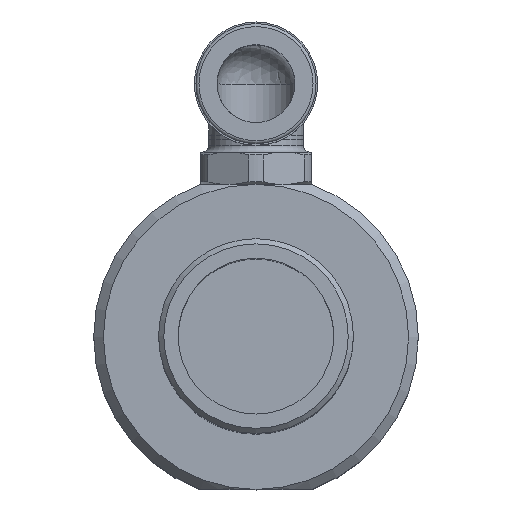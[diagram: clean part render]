
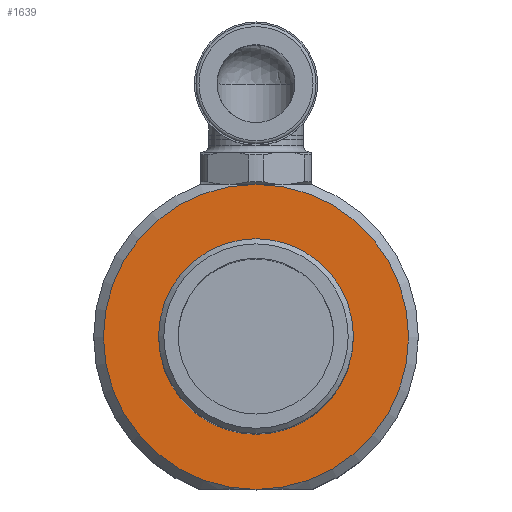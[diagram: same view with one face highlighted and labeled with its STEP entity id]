
A CAD part, top view. The second image highlights one B-rep face of the part: STEP entity #1639.
In plain terms, the highlighted planar face has unit normal (0, 0, 1).
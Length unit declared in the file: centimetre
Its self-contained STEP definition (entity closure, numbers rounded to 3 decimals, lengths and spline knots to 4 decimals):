
#91=FACE_BOUND('',#419,.T.);
#178=CIRCLE('',#1830,1.5);
#181=CIRCLE('',#1836,2.35);
#182=CIRCLE('',#1837,2.35);
#309=FACE_OUTER_BOUND('',#418,.T.);
#418=EDGE_LOOP('',(#1368,#1369));
#419=EDGE_LOOP('',(#1370));
#738=VERTEX_POINT('',#2868);
#743=VERTEX_POINT('',#2887);
#746=VERTEX_POINT('',#2898);
#955=EDGE_CURVE('',#743,#743,#178,.T.);
#959=EDGE_CURVE('',#746,#738,#181,.T.);
#960=EDGE_CURVE('',#738,#746,#182,.T.);
#1368=ORIENTED_EDGE('',*,*,#959,.F.);
#1369=ORIENTED_EDGE('',*,*,#960,.F.);
#1370=ORIENTED_EDGE('',*,*,#955,.T.);
#1487=PLANE('',#1835);
#1639=ADVANCED_FACE('',(#309,#91),#1487,.T.);
#1830=AXIS2_PLACEMENT_3D('',#2889,#2257,#2258);
#1835=AXIS2_PLACEMENT_3D('',#2897,#2268,#2269);
#1836=AXIS2_PLACEMENT_3D('',#2899,#2270,#2271);
#1837=AXIS2_PLACEMENT_3D('',#2900,#2272,#2273);
#2257=DIRECTION('center_axis',(0.,0.,-1.));
#2258=DIRECTION('ref_axis',(-1.,0.,0.));
#2268=DIRECTION('center_axis',(0.,0.,1.));
#2269=DIRECTION('ref_axis',(1.,0.,0.));
#2270=DIRECTION('center_axis',(0.,0.,-1.));
#2271=DIRECTION('ref_axis',(-1.,0.,0.));
#2272=DIRECTION('center_axis',(0.,0.,-1.));
#2273=DIRECTION('ref_axis',(1.,0.,0.));
#2868=CARTESIAN_POINT('',(-0.2303,2.2508,3.));
#2887=CARTESIAN_POINT('',(1.2697,-0.0992,3.));
#2889=CARTESIAN_POINT('Origin',(-0.2303,-0.0992,
3.));
#2897=CARTESIAN_POINT('Origin',(-0.2303,-0.0992,
3.));
#2898=CARTESIAN_POINT('',(-0.2303,-2.4492,3.));
#2899=CARTESIAN_POINT('Origin',(-0.2303,-0.0992,
3.));
#2900=CARTESIAN_POINT('Origin',(-0.2303,-0.0992,
3.));
